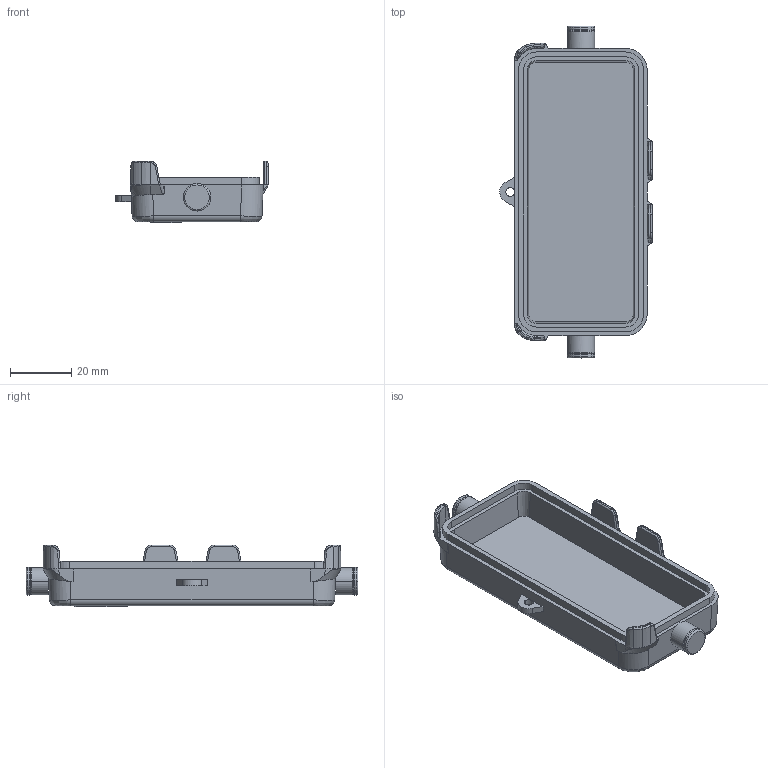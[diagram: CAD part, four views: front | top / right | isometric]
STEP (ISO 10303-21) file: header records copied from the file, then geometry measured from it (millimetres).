
FILE_DESCRIPTION(('Creo Elements/Direct Modeling STEP Export'),'2;1');
FILE_NAME('223mij862qkjkhl7044','2024-05-21T 9:14:36',(''),(''),'Creo Elements/Direct Modeling STEP processor for AP214 (Solid Model)','Creo Elements/Direct Modeling 20.5B 27-May-2023 (C) Parametric Technology GmbH','');
FILE_SCHEMA(('AUTOMOTIVE_DESIGN { 1 0 10303 214 1 1 1 1 }'));
Length unit declared in the file: millimetre
Products named in the file (2): CHC 16 L
Assembly tree (1 placements, depth 2):
  CHC 16 L
    CHC 16 L
Bounding box: 49.7 x 108 x 20 mm (x, y, z)
Volume: 21654.6 mm3; surface area: 15696.1 mm2
Topology: 1 solids, 1 shells, 258 faces, 645 edges, 403 vertices
Faces by surface type: plane 106, cylinder 84, bspline 36, cone 16, torus 16
Entity records: 11551 total; most frequent: CARTESIAN_POINT 3483, ORIENTED_EDGE 1294, DIRECTION 1195, EDGE_CURVE 645, AXIS2_PLACEMENT_3D 427, VERTEX_POINT 403, VECTOR 341, LINE 341
